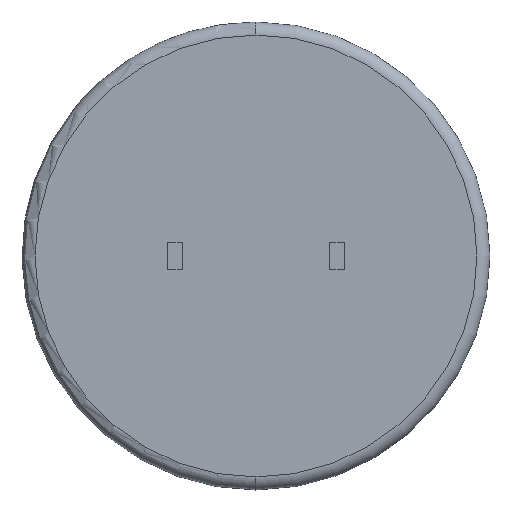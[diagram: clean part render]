
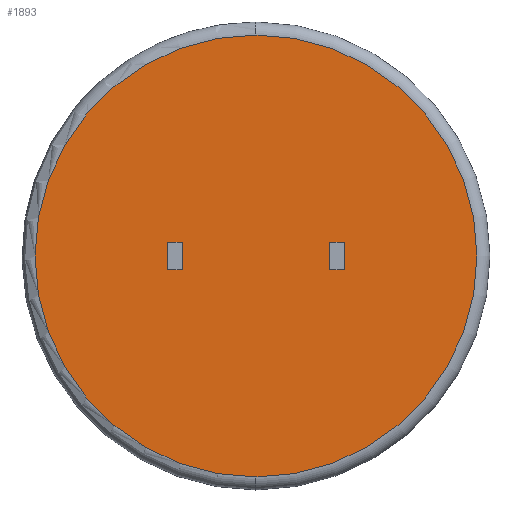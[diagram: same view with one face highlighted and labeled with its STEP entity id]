
A CAD part, front view. The second image highlights one B-rep face of the part: STEP entity #1893.
In plain terms, the highlighted planar face has unit normal (0, -1, 0).
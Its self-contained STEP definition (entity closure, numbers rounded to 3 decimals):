
#46 = VECTOR ( 'NONE', #2104, 1000. ) ;
#52 = DIRECTION ( 'NONE',  ( 0., 0., 1. ) ) ;
#117 = VERTEX_POINT ( 'NONE', #2330 ) ;
#327 = CIRCLE ( 'NONE', #1620, 10.387 ) ;
#330 = EDGE_CURVE ( 'NONE', #2311, #2268, #327, .T. ) ;
#397 = DIRECTION ( 'NONE',  ( 0., 0., 1. ) ) ;
#405 = DIRECTION ( 'NONE',  ( 1., 0., 0. ) ) ;
#408 = FACE_BOUND ( 'NONE', #1085, .T. ) ;
#412 = LINE ( 'NONE', #922, #1104 ) ;
#426 = VERTEX_POINT ( 'NONE', #645 ) ;
#454 = EDGE_CURVE ( 'NONE', #117, #1745, #792, .T. ) ;
#496 = EDGE_LOOP ( 'NONE', ( #1238, #1932 ) ) ;
#588 = EDGE_CURVE ( 'NONE', #2268, #2311, #2338, .T. ) ;
#594 = CARTESIAN_POINT ( 'NONE',  ( -4.16, 0., -0.65 ) ) ;
#609 = LINE ( 'NONE', #2419, #1720 ) ;
#645 = CARTESIAN_POINT ( 'NONE',  ( 4.16, 0., 0.65 ) ) ;
#688 = VECTOR ( 'NONE', #405, 1000. ) ;
#702 = ORIENTED_EDGE ( 'NONE', *, *, #883, .T. ) ;
#750 = CARTESIAN_POINT ( 'NONE',  ( 0., 0., -10.387 ) ) ;
#792 = LINE ( 'NONE', #2399, #1000 ) ;
#816 = LINE ( 'NONE', #2351, #688 ) ;
#824 = EDGE_CURVE ( 'NONE', #1523, #1648, #1760, .T. ) ;
#852 = CARTESIAN_POINT ( 'NONE',  ( 3.46, 0., -0.65 ) ) ;
#883 = EDGE_CURVE ( 'NONE', #2303, #1648, #609, .T. ) ;
#909 = PLANE ( 'NONE',  #1263 ) ;
#922 = CARTESIAN_POINT ( 'NONE',  ( 3.46, 0., 0.65 ) ) ;
#928 = CARTESIAN_POINT ( 'NONE',  ( -3.46, 0., 0.65 ) ) ;
#989 = LINE ( 'NONE', #1093, #46 ) ;
#1000 = VECTOR ( 'NONE', #1159, 1000. ) ;
#1074 = ORIENTED_EDGE ( 'NONE', *, *, #824, .F. ) ;
#1085 = EDGE_LOOP ( 'NONE', ( #1379, #1653, #2556, #2444 ) ) ;
#1093 = CARTESIAN_POINT ( 'NONE',  ( 3.46, 0., -0.65 ) ) ;
#1104 = VECTOR ( 'NONE', #1149, 1000. ) ;
#1124 = EDGE_CURVE ( 'NONE', #2515, #426, #1631, .T. ) ;
#1129 = DIRECTION ( 'NONE',  ( 0., 0., 1. ) ) ;
#1149 = DIRECTION ( 'NONE',  ( -1., 0., 0. ) ) ;
#1154 = EDGE_CURVE ( 'NONE', #1745, #2515, #989, .T. ) ;
#1159 = DIRECTION ( 'NONE',  ( 0., 0., -1. ) ) ;
#1238 = ORIENTED_EDGE ( 'NONE', *, *, #588, .T. ) ;
#1255 = VECTOR ( 'NONE', #2244, 1000. ) ;
#1263 = AXIS2_PLACEMENT_3D ( 'NONE', #2416, #1364, #1129 ) ;
#1283 = DIRECTION ( 'NONE',  ( 1., 0., 0. ) ) ;
#1302 = ORIENTED_EDGE ( 'NONE', *, *, #2558, .T. ) ;
#1317 = CARTESIAN_POINT ( 'NONE',  ( 4.16, 0., -0.65 ) ) ;
#1360 = DIRECTION ( 'NONE',  ( 0., 0., -1. ) ) ;
#1364 = DIRECTION ( 'NONE',  ( 0., 1., 0. ) ) ;
#1379 = ORIENTED_EDGE ( 'NONE', *, *, #454, .F. ) ;
#1383 = CARTESIAN_POINT ( 'NONE',  ( -4.16, 0., 0. ) ) ;
#1482 = DIRECTION ( 'NONE',  ( 0., -1., 0. ) ) ;
#1496 = VERTEX_POINT ( 'NONE', #1663 ) ;
#1523 = VERTEX_POINT ( 'NONE', #594 ) ;
#1579 = CARTESIAN_POINT ( 'NONE',  ( 0., 0., 0. ) ) ;
#1598 = CARTESIAN_POINT ( 'NONE',  ( 4.16, 0., 0. ) ) ;
#1620 = AXIS2_PLACEMENT_3D ( 'NONE', #2353, #1482, #397 ) ;
#1631 = LINE ( 'NONE', #1598, #1255 ) ;
#1648 = VERTEX_POINT ( 'NONE', #2710 ) ;
#1653 = ORIENTED_EDGE ( 'NONE', *, *, #2567, .F. ) ;
#1659 = VECTOR ( 'NONE', #1283, 1000. ) ;
#1663 = CARTESIAN_POINT ( 'NONE',  ( -4.16, 0., 0.65 ) ) ;
#1714 = EDGE_CURVE ( 'NONE', #1496, #2303, #816, .T. ) ;
#1720 = VECTOR ( 'NONE', #1360, 1000. ) ;
#1745 = VERTEX_POINT ( 'NONE', #852 ) ;
#1760 = LINE ( 'NONE', #2318, #1659 ) ;
#1781 = EDGE_LOOP ( 'NONE', ( #1302, #2615, #702, #1074 ) ) ;
#1893 = ADVANCED_FACE ( 'NONE', ( #2557, #1993, #408 ), #909, .F. ) ;
#1932 = ORIENTED_EDGE ( 'NONE', *, *, #330, .T. ) ;
#1990 = DIRECTION ( 'NONE',  ( 0., 0., 1. ) ) ;
#1993 = FACE_BOUND ( 'NONE', #1781, .T. ) ;
#2007 = DIRECTION ( 'NONE',  ( 0., -1., 0. ) ) ;
#2104 = DIRECTION ( 'NONE',  ( 1., 0., 0. ) ) ;
#2238 = CARTESIAN_POINT ( 'NONE',  ( 0., 0., 10.387 ) ) ;
#2244 = DIRECTION ( 'NONE',  ( 0., 0., 1. ) ) ;
#2268 = VERTEX_POINT ( 'NONE', #2238 ) ;
#2303 = VERTEX_POINT ( 'NONE', #928 ) ;
#2311 = VERTEX_POINT ( 'NONE', #750 ) ;
#2318 = CARTESIAN_POINT ( 'NONE',  ( -4.16, 0., -0.65 ) ) ;
#2330 = CARTESIAN_POINT ( 'NONE',  ( 3.46, 0., 0.65 ) ) ;
#2338 = CIRCLE ( 'NONE', #2491, 10.387 ) ;
#2351 = CARTESIAN_POINT ( 'NONE',  ( -4.16, 0., 0.65 ) ) ;
#2353 = CARTESIAN_POINT ( 'NONE',  ( 0., 0., 0. ) ) ;
#2399 = CARTESIAN_POINT ( 'NONE',  ( 3.46, 0., -0.65 ) ) ;
#2416 = CARTESIAN_POINT ( 'NONE',  ( 0., 0., 0. ) ) ;
#2419 = CARTESIAN_POINT ( 'NONE',  ( -3.46, 0., 0.65 ) ) ;
#2444 = ORIENTED_EDGE ( 'NONE', *, *, #1154, .F. ) ;
#2491 = AXIS2_PLACEMENT_3D ( 'NONE', #1579, #2007, #1990 ) ;
#2499 = VECTOR ( 'NONE', #52, 1000. ) ;
#2515 = VERTEX_POINT ( 'NONE', #1317 ) ;
#2524 = LINE ( 'NONE', #1383, #2499 ) ;
#2556 = ORIENTED_EDGE ( 'NONE', *, *, #1124, .F. ) ;
#2557 = FACE_OUTER_BOUND ( 'NONE', #496, .T. ) ;
#2558 = EDGE_CURVE ( 'NONE', #1523, #1496, #2524, .T. ) ;
#2567 = EDGE_CURVE ( 'NONE', #426, #117, #412, .T. ) ;
#2615 = ORIENTED_EDGE ( 'NONE', *, *, #1714, .T. ) ;
#2710 = CARTESIAN_POINT ( 'NONE',  ( -3.46, 0., -0.65 ) ) ;
